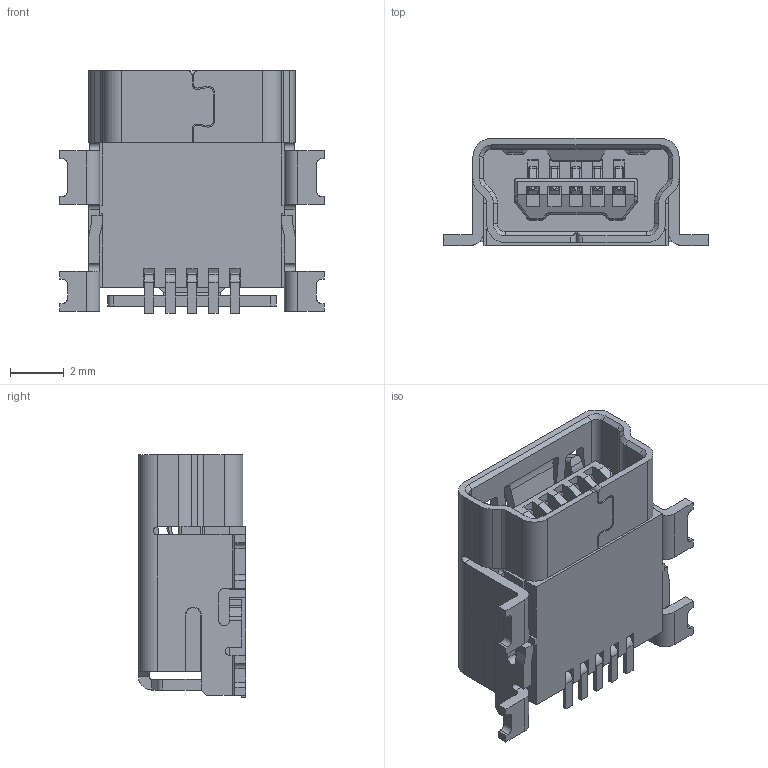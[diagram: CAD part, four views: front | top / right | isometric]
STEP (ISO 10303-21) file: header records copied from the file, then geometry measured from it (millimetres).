
FILE_DESCRIPTION (( 'STEP AP214' ), '1' );
FILE_NAME ('Molex_noPost.STEP', '2023-01-09T13:36:32', ( 'Rotor' ), ( '' ), 'SwSTEP 2.0', 'SolidWorks 2012', '' );
FILE_SCHEMA (( 'AUTOMOTIVE_DESIGN' ));
Length unit declared in the file: millimetre
Products named in the file (4): Insert^Molex_noPost; Pin^Molex_noPost; Case^Molex_noPost; Molex_noPost
Assembly tree (7 placements, depth 2):
  Molex_noPost
    Case^Molex_noPost
    Insert^Molex_noPost
    Pin^Molex_noPost  x5
Bounding box: 9.9 x 4 x 9.07 mm (x, y, z)
Volume: 147.2 mm3; surface area: 706.8 mm2
Topology: 7 solids, 7 shells, 759 faces, 2080 edges, 1302 vertices
Faces by surface type: plane 432, cylinder 259, torus 30, bspline 22, cone 10, sphere 6
Entity records: 17078 total; most frequent: CARTESIAN_POINT 3433, ORIENTED_EDGE 2956, DIRECTION 2698, EDGE_CURVE 1478, VECTOR 1136, LINE 1136, VERTEX_POINT 950, AXIS2_PLACEMENT_3D 781
